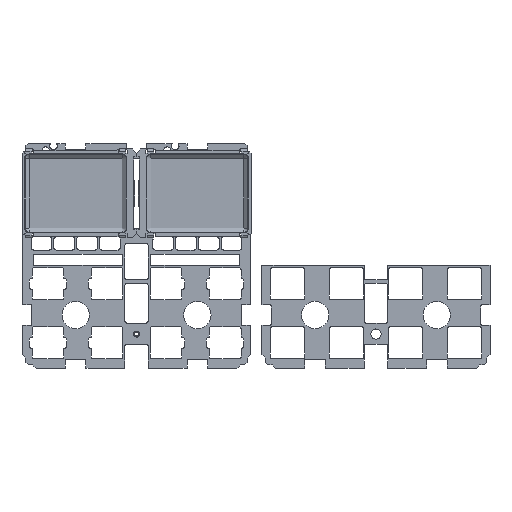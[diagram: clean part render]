
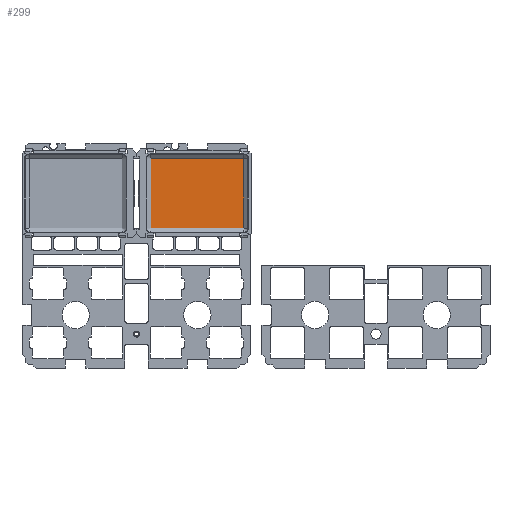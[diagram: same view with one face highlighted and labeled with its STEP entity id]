
A CAD part, top view. The second image highlights one B-rep face of the part: STEP entity #299.
In plain terms, the highlighted planar face has unit normal (0, 0, 1).
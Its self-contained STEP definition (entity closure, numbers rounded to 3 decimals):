
#185 = VERTEX_POINT('',#186);
#186 = CARTESIAN_POINT('',(-20.4,-15.3,1.));
#192 = EDGE_CURVE('',#185,#193,#195,.T.);
#193 = VERTEX_POINT('',#194);
#194 = CARTESIAN_POINT('',(-20.4,15.3,1.));
#195 = LINE('',#196,#197);
#196 = CARTESIAN_POINT('',(-20.4,-15.3,1.));
#197 = VECTOR('',#198,1.);
#198 = DIRECTION('',(0.,1.,0.));
#281 = EDGE_CURVE('',#193,#282,#284,.T.);
#282 = VERTEX_POINT('',#283);
#283 = CARTESIAN_POINT('',(20.4,15.3,1.));
#284 = LINE('',#285,#286);
#285 = CARTESIAN_POINT('',(-20.4,15.3,1.));
#286 = VECTOR('',#287,1.);
#287 = DIRECTION('',(1.,0.,0.));
#299 = ADVANCED_FACE('',(#300),#318,.T.);
#300 = FACE_BOUND('',#301,.F.);
#301 = EDGE_LOOP('',(#302,#303,#304,#312));
#302 = ORIENTED_EDGE('',*,*,#192,.T.);
#303 = ORIENTED_EDGE('',*,*,#281,.T.);
#304 = ORIENTED_EDGE('',*,*,#305,.T.);
#305 = EDGE_CURVE('',#282,#306,#308,.T.);
#306 = VERTEX_POINT('',#307);
#307 = CARTESIAN_POINT('',(20.4,-15.3,1.));
#308 = LINE('',#309,#310);
#309 = CARTESIAN_POINT('',(20.4,15.3,1.));
#310 = VECTOR('',#311,1.);
#311 = DIRECTION('',(0.,-1.,0.));
#312 = ORIENTED_EDGE('',*,*,#313,.T.);
#313 = EDGE_CURVE('',#306,#185,#314,.T.);
#314 = LINE('',#315,#316);
#315 = CARTESIAN_POINT('',(20.4,-15.3,1.));
#316 = VECTOR('',#317,1.);
#317 = DIRECTION('',(-1.,0.,0.));
#318 = PLANE('',#319);
#319 = AXIS2_PLACEMENT_3D('',#320,#321,#322);
#320 = CARTESIAN_POINT('',(0.,0.,1.));
#321 = DIRECTION('',(0.,0.,1.));
#322 = DIRECTION('',(1.,0.,-0.));
